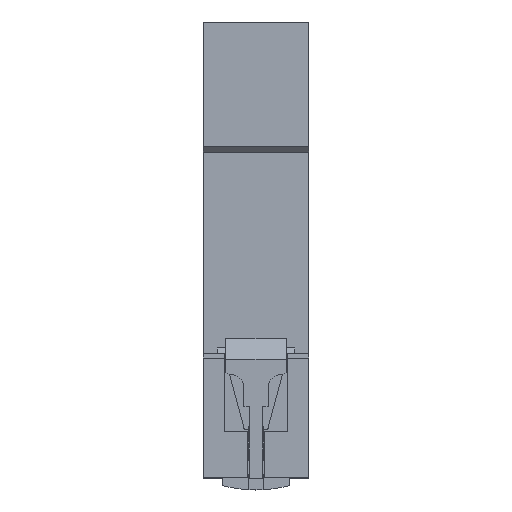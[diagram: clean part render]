
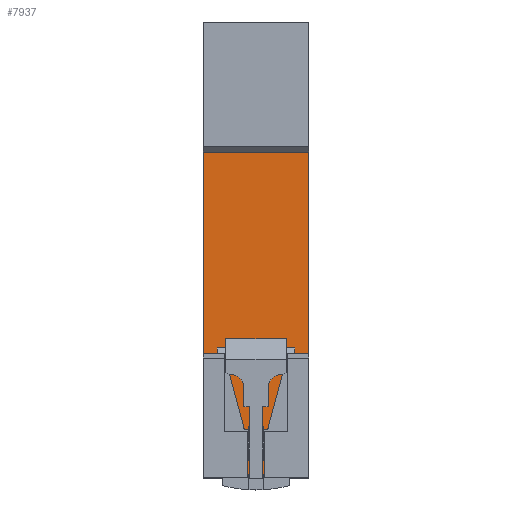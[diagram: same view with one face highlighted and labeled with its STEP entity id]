
A CAD part, top view. The second image highlights one B-rep face of the part: STEP entity #7937.
In plain terms, the highlighted planar face has unit normal (0, 0, 1).
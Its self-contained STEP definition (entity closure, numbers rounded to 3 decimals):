
#186 = ORIENTED_EDGE ( 'NONE', *, *, #917, .F. ) ;
#201 = CARTESIAN_POINT ( 'NONE',  ( -6.899, -39., 27.804 ) ) ;
#261 = EDGE_CURVE ( 'NONE', #8356, #1084, #8167, .T. ) ;
#271 = LINE ( 'NONE', #8555, #8091 ) ;
#343 = CARTESIAN_POINT ( 'NONE',  ( -1.4, -39., 27.804 ) ) ;
#347 = ORIENTED_EDGE ( 'NONE', *, *, #261, .F. ) ;
#548 = VERTEX_POINT ( 'NONE', #6622 ) ;
#676 = VECTOR ( 'NONE', #9163, 1000. ) ;
#698 = ORIENTED_EDGE ( 'NONE', *, *, #2399, .F. ) ;
#917 = EDGE_CURVE ( 'NONE', #548, #8356, #4745, .T. ) ;
#1026 = DIRECTION ( 'NONE',  ( 0., -1., 0. ) ) ;
#1064 = EDGE_CURVE ( 'NONE', #548, #5017, #5548, .T. ) ;
#1066 = DIRECTION ( 'NONE',  ( 0., 1., 0. ) ) ;
#1084 = VERTEX_POINT ( 'NONE', #4847 ) ;
#1136 = LINE ( 'NONE', #3134, #676 ) ;
#1324 = VERTEX_POINT ( 'NONE', #201 ) ;
#1496 = PLANE ( 'NONE',  #6898 ) ;
#1548 = CARTESIAN_POINT ( 'NONE',  ( 6.899, -39., 27.804 ) ) ;
#1626 = ORIENTED_EDGE ( 'NONE', *, *, #4141, .T. ) ;
#1938 = VERTEX_POINT ( 'NONE', #1548 ) ;
#2051 = EDGE_CURVE ( 'NONE', #1324, #3560, #271, .T. ) ;
#2399 = EDGE_CURVE ( 'NONE', #1938, #1324, #5464, .T. ) ;
#2539 = CARTESIAN_POINT ( 'NONE',  ( 9., -17.75, 27.804 ) ) ;
#2549 = VECTOR ( 'NONE', #4033, 1000. ) ;
#3134 = CARTESIAN_POINT ( 'NONE',  ( -9., -17.75, 27.804 ) ) ;
#3265 = DIRECTION ( 'NONE',  ( 0., 1., 0. ) ) ;
#3266 = CARTESIAN_POINT ( 'NONE',  ( -9., -17.75, 27.804 ) ) ;
#3292 = DIRECTION ( 'NONE',  ( 0., -1., 0. ) ) ;
#3560 = VERTEX_POINT ( 'NONE', #9118 ) ;
#3787 = DIRECTION ( 'NONE',  ( 0., 0., 1. ) ) ;
#3873 = CARTESIAN_POINT ( 'NONE',  ( -9., 17.75, 27.804 ) ) ;
#3928 = VECTOR ( 'NONE', #1066, 1000. ) ;
#4033 = DIRECTION ( 'NONE',  ( 1., 0., 0. ) ) ;
#4141 = EDGE_CURVE ( 'NONE', #5017, #3560, #1136, .T. ) ;
#4376 = CARTESIAN_POINT ( 'NONE',  ( 6.899, -17.75, 27.804 ) ) ;
#4390 = CARTESIAN_POINT ( 'NONE',  ( -9., -17.75, 27.804 ) ) ;
#4465 = ORIENTED_EDGE ( 'NONE', *, *, #1064, .T. ) ;
#4574 = LINE ( 'NONE', #3266, #2549 ) ;
#4640 = ORIENTED_EDGE ( 'NONE', *, *, #9367, .T. ) ;
#4651 = DIRECTION ( 'NONE',  ( 1., 0., 0. ) ) ;
#4672 = ORIENTED_EDGE ( 'NONE', *, *, #7698, .T. ) ;
#4745 = LINE ( 'NONE', #3873, #8508 ) ;
#4847 = CARTESIAN_POINT ( 'NONE',  ( 9., -17.75, 27.804 ) ) ;
#4852 = CARTESIAN_POINT ( 'NONE',  ( 6.899, -39., 27.804 ) ) ;
#5017 = VERTEX_POINT ( 'NONE', #4390 ) ;
#5318 = VECTOR ( 'NONE', #1026, 1000. ) ;
#5464 = LINE ( 'NONE', #343, #9258 ) ;
#5509 = VERTEX_POINT ( 'NONE', #4376 ) ;
#5548 = LINE ( 'NONE', #5553, #5318 ) ;
#5553 = CARTESIAN_POINT ( 'NONE',  ( -9., -17.75, 27.804 ) ) ;
#5635 = DIRECTION ( 'NONE',  ( -1., 0., 0. ) ) ;
#5939 = LINE ( 'NONE', #4852, #3928 ) ;
#6159 = VECTOR ( 'NONE', #3292, 1000. ) ;
#6254 = EDGE_LOOP ( 'NONE', ( #4640, #4672, #347, #186, #4465, #1626, #7970, #698 ) ) ;
#6622 = CARTESIAN_POINT ( 'NONE',  ( -9., 17.75, 27.804 ) ) ;
#6898 = AXIS2_PLACEMENT_3D ( 'NONE', #9051, #3787, #9087 ) ;
#7698 = EDGE_CURVE ( 'NONE', #5509, #1084, #4574, .T. ) ;
#7937 = ADVANCED_FACE ( 'NONE', ( #8693 ), #1496, .T. ) ;
#7970 = ORIENTED_EDGE ( 'NONE', *, *, #2051, .F. ) ;
#8091 = VECTOR ( 'NONE', #3265, 1000. ) ;
#8167 = LINE ( 'NONE', #2539, #6159 ) ;
#8356 = VERTEX_POINT ( 'NONE', #8887 ) ;
#8508 = VECTOR ( 'NONE', #4651, 1000. ) ;
#8555 = CARTESIAN_POINT ( 'NONE',  ( -6.899, -39., 27.804 ) ) ;
#8693 = FACE_OUTER_BOUND ( 'NONE', #6254, .T. ) ;
#8887 = CARTESIAN_POINT ( 'NONE',  ( 9., 17.75, 27.804 ) ) ;
#9051 = CARTESIAN_POINT ( 'NONE',  ( -9., -17.75, 27.804 ) ) ;
#9087 = DIRECTION ( 'NONE',  ( 1., 0., 0. ) ) ;
#9118 = CARTESIAN_POINT ( 'NONE',  ( -6.899, -17.75, 27.804 ) ) ;
#9163 = DIRECTION ( 'NONE',  ( 1., 0., 0. ) ) ;
#9258 = VECTOR ( 'NONE', #5635, 1000. ) ;
#9367 = EDGE_CURVE ( 'NONE', #1938, #5509, #5939, .T. ) ;
